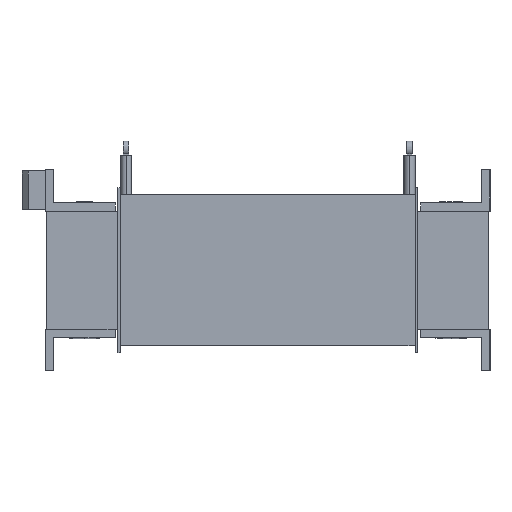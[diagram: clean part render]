
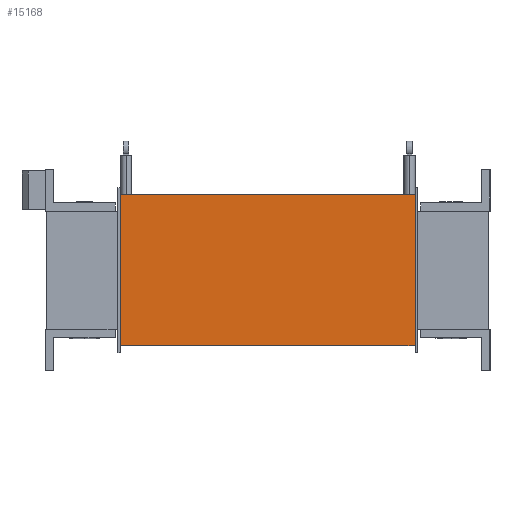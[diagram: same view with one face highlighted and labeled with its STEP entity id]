
A CAD part, left-side view. The second image highlights one B-rep face of the part: STEP entity #15168.
In plain terms, the highlighted planar face has unit normal (-1, 0, 0).
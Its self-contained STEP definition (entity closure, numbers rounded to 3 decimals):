
#15010=DIRECTION('',(0.,1.,0.));
#15011=VECTOR('',#15010,212.);
#15012=CARTESIAN_POINT('',(-174.5,54.,54.5));
#15013=LINE('',#15012,#15011);
#15024=DIRECTION('',(0.,0.,-1.));
#15025=VECTOR('',#15024,109.);
#15026=CARTESIAN_POINT('',(-174.5,266.,54.5));
#15027=LINE('',#15026,#15025);
#15045=DIRECTION('',(0.,0.,-1.));
#15046=VECTOR('',#15045,109.);
#15047=CARTESIAN_POINT('',(-174.5,54.,54.5));
#15048=LINE('',#15047,#15046);
#15052=DIRECTION('',(0.,1.,0.));
#15053=VECTOR('',#15052,212.);
#15054=CARTESIAN_POINT('',(-174.5,54.,-54.5));
#15055=LINE('',#15054,#15053);
#15095=CARTESIAN_POINT('',(-174.5,266.,54.5));
#15097=VERTEX_POINT('',#15095);
#15100=CARTESIAN_POINT('',(-174.5,54.,54.5));
#15101=VERTEX_POINT('',#15100);
#15102=CARTESIAN_POINT('',(-174.5,266.,-54.5));
#15103=VERTEX_POINT('',#15102);
#15106=CARTESIAN_POINT('',(-174.5,54.,-54.5));
#15107=VERTEX_POINT('',#15106);
#15155=CARTESIAN_POINT('',(-174.5,54.,-54.5));
#15156=DIRECTION('',(-1.,0.,0.));
#15157=DIRECTION('',(0.,0.,1.));
#15158=AXIS2_PLACEMENT_3D('',#15155,#15156,#15157);
#15159=PLANE('',#15158);
#15161=ORIENTED_EDGE('',*,*,#15160,.T.);
#15163=ORIENTED_EDGE('',*,*,#15162,.T.);
#15164=ORIENTED_EDGE('',*,*,#15139,.F.);
#15165=ORIENTED_EDGE('',*,*,#15121,.F.);
#15166=EDGE_LOOP('',(#15161,#15163,#15164,#15165));
#15167=FACE_OUTER_BOUND('',#15166,.F.);
#15121=EDGE_CURVE('',#15101,#15097,#15013,.T.);
#15139=EDGE_CURVE('',#15097,#15103,#15027,.T.);
#15160=EDGE_CURVE('',#15101,#15107,#15048,.T.);
#15162=EDGE_CURVE('',#15107,#15103,#15055,.T.);
#15168=ADVANCED_FACE('',(#15167),#15159,.T.);
